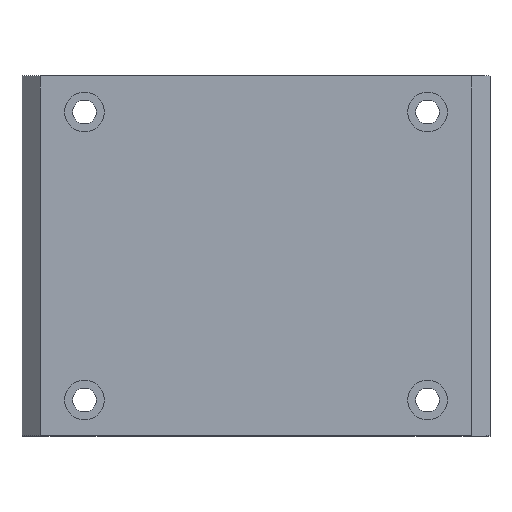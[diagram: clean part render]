
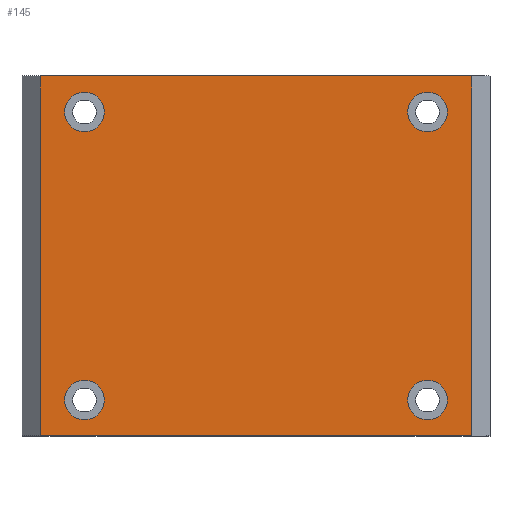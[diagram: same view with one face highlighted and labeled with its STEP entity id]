
A CAD part, top view. The second image highlights one B-rep face of the part: STEP entity #145.
In plain terms, the highlighted planar face has unit normal (0, 0, 1).
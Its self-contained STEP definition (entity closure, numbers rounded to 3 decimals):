
#21 = AXIS2_PLACEMENT_3D ( 'NONE', #140, #117, #994 ) ;
#35 = ORIENTED_EDGE ( 'NONE', *, *, #992, .F. ) ;
#57 = CARTESIAN_POINT ( 'NONE',  ( -53.15, -40., 0. ) ) ;
#70 = VERTEX_POINT ( 'NONE', #931 ) ;
#73 = DIRECTION ( 'NONE',  ( 1., 0., 0. ) ) ;
#86 = LINE ( 'NONE', #91, #406 ) ;
#87 = AXIS2_PLACEMENT_3D ( 'NONE', #235, #323, #979 ) ;
#91 = CARTESIAN_POINT ( 'NONE',  ( 60., 50., 0. ) ) ;
#117 = DIRECTION ( 'NONE',  ( 0., 0., 1. ) ) ;
#119 = EDGE_CURVE ( 'NONE', #330, #238, #196, .T. ) ;
#140 = CARTESIAN_POINT ( 'NONE',  ( -47.65, -40., 0. ) ) ;
#145 = ADVANCED_FACE ( 'NONE', ( #1011, #150, #518, #891, #532 ), #219, .F. ) ;
#150 = FACE_BOUND ( 'NONE', #708, .T. ) ;
#159 = DIRECTION ( 'NONE',  ( 1., 0., 0. ) ) ;
#165 = DIRECTION ( 'NONE',  ( 0., 0., 1. ) ) ;
#170 = VECTOR ( 'NONE', #175, 1000. ) ;
#175 = DIRECTION ( 'NONE',  ( 1., 0., 0. ) ) ;
#182 = CARTESIAN_POINT ( 'NONE',  ( 42.15, 40., 0. ) ) ;
#196 = CIRCLE ( 'NONE', #1224, 5.5 ) ;
#204 = DIRECTION ( 'NONE',  ( 0., -1., 0. ) ) ;
#212 = VERTEX_POINT ( 'NONE', #240 ) ;
#219 = PLANE ( 'NONE',  #952 ) ;
#225 = DIRECTION ( 'NONE',  ( 1., 0., 0. ) ) ;
#235 = CARTESIAN_POINT ( 'NONE',  ( 47.65, -40., 0. ) ) ;
#236 = AXIS2_PLACEMENT_3D ( 'NONE', #793, #1186, #73 ) ;
#238 = VERTEX_POINT ( 'NONE', #625 ) ;
#240 = CARTESIAN_POINT ( 'NONE',  ( 53.15, -40., 0. ) ) ;
#262 = CARTESIAN_POINT ( 'NONE',  ( -65., -50., 0. ) ) ;
#270 = CIRCLE ( 'NONE', #526, 5.5 ) ;
#272 = EDGE_CURVE ( 'NONE', #847, #212, #771, .T. ) ;
#278 = CIRCLE ( 'NONE', #1079, 5.5 ) ;
#285 = DIRECTION ( 'NONE',  ( 0., 0., 1. ) ) ;
#314 = ORIENTED_EDGE ( 'NONE', *, *, #1167, .T. ) ;
#323 = DIRECTION ( 'NONE',  ( 0., 0., 1. ) ) ;
#330 = VERTEX_POINT ( 'NONE', #182 ) ;
#374 = ORIENTED_EDGE ( 'NONE', *, *, #383, .F. ) ;
#383 = EDGE_CURVE ( 'NONE', #1175, #1206, #552, .T. ) ;
#385 = CARTESIAN_POINT ( 'NONE',  ( -47.65, 40., 0. ) ) ;
#392 = DIRECTION ( 'NONE',  ( 0., 0., 1. ) ) ;
#400 = CIRCLE ( 'NONE', #1086, 5.5 ) ;
#401 = EDGE_LOOP ( 'NONE', ( #35, #1144 ) ) ;
#406 = VECTOR ( 'NONE', #767, 1000. ) ;
#419 = DIRECTION ( 'NONE',  ( 0., 0., 1. ) ) ;
#426 = CARTESIAN_POINT ( 'NONE',  ( 47.65, 40., 0. ) ) ;
#441 = ORIENTED_EDGE ( 'NONE', *, *, #1059, .F. ) ;
#450 = CARTESIAN_POINT ( 'NONE',  ( -53.15, 40., 0. ) ) ;
#485 = EDGE_CURVE ( 'NONE', #1175, #1237, #968, .T. ) ;
#489 = CARTESIAN_POINT ( 'NONE',  ( -60., 50., 0. ) ) ;
#505 = DIRECTION ( 'NONE',  ( 1., 0., 0. ) ) ;
#518 = FACE_BOUND ( 'NONE', #854, .T. ) ;
#526 = AXIS2_PLACEMENT_3D ( 'NONE', #851, #1063, #505 ) ;
#532 = FACE_OUTER_BOUND ( 'NONE', #810, .T. ) ;
#546 = EDGE_CURVE ( 'NONE', #570, #1206, #86, .T. ) ;
#548 = CARTESIAN_POINT ( 'NONE',  ( -42.15, -40., 0. ) ) ;
#552 = LINE ( 'NONE', #1116, #170 ) ;
#570 = VERTEX_POINT ( 'NONE', #879 ) ;
#575 = ORIENTED_EDGE ( 'NONE', *, *, #898, .F. ) ;
#602 = DIRECTION ( 'NONE',  ( 0., 0., -1. ) ) ;
#625 = CARTESIAN_POINT ( 'NONE',  ( 53.15, 40., 0. ) ) ;
#643 = ORIENTED_EDGE ( 'NONE', *, *, #1201, .F. ) ;
#673 = DIRECTION ( 'NONE',  ( 1., 0., 0. ) ) ;
#708 = EDGE_LOOP ( 'NONE', ( #643, #726 ) ) ;
#715 = VERTEX_POINT ( 'NONE', #450 ) ;
#726 = ORIENTED_EDGE ( 'NONE', *, *, #119, .F. ) ;
#727 = LINE ( 'NONE', #262, #981 ) ;
#756 = CARTESIAN_POINT ( 'NONE',  ( 42.15, -40., 0. ) ) ;
#767 = DIRECTION ( 'NONE',  ( 0., 1., 0. ) ) ;
#769 = VERTEX_POINT ( 'NONE', #57 ) ;
#771 = CIRCLE ( 'NONE', #236, 5.5 ) ;
#773 = CIRCLE ( 'NONE', #816, 5.5 ) ;
#793 = CARTESIAN_POINT ( 'NONE',  ( 47.65, -40., 0. ) ) ;
#805 = CARTESIAN_POINT ( 'NONE',  ( -65., 50., 0. ) ) ;
#806 = ORIENTED_EDGE ( 'NONE', *, *, #546, .T. ) ;
#810 = EDGE_LOOP ( 'NONE', ( #314, #806, #374, #928 ) ) ;
#816 = AXIS2_PLACEMENT_3D ( 'NONE', #855, #392, #1058 ) ;
#817 = CARTESIAN_POINT ( 'NONE',  ( -60., 50., 0. ) ) ;
#841 = ORIENTED_EDGE ( 'NONE', *, *, #272, .F. ) ;
#847 = VERTEX_POINT ( 'NONE', #756 ) ;
#851 = CARTESIAN_POINT ( 'NONE',  ( -47.65, 40., 0. ) ) ;
#854 = EDGE_LOOP ( 'NONE', ( #441, #841 ) ) ;
#855 = CARTESIAN_POINT ( 'NONE',  ( -47.65, -40., 0. ) ) ;
#879 = CARTESIAN_POINT ( 'NONE',  ( 60., -50., 0. ) ) ;
#886 = VECTOR ( 'NONE', #204, 1000. ) ;
#891 = FACE_BOUND ( 'NONE', #1062, .T. ) ;
#898 = EDGE_CURVE ( 'NONE', #1188, #769, #773, .T. ) ;
#904 = CIRCLE ( 'NONE', #87, 5.5 ) ;
#907 = CARTESIAN_POINT ( 'NONE',  ( 60., 50., 0. ) ) ;
#922 = EDGE_CURVE ( 'NONE', #715, #70, #278, .T. ) ;
#928 = ORIENTED_EDGE ( 'NONE', *, *, #485, .T. ) ;
#931 = CARTESIAN_POINT ( 'NONE',  ( -42.15, 40., 0. ) ) ;
#952 = AXIS2_PLACEMENT_3D ( 'NONE', #805, #602, #1003 ) ;
#968 = LINE ( 'NONE', #489, #886 ) ;
#979 = DIRECTION ( 'NONE',  ( 1., 0., 0. ) ) ;
#981 = VECTOR ( 'NONE', #1121, 1000. ) ;
#988 = CIRCLE ( 'NONE', #21, 5.5 ) ;
#992 = EDGE_CURVE ( 'NONE', #70, #715, #270, .T. ) ;
#994 = DIRECTION ( 'NONE',  ( 1., 0., 0. ) ) ;
#1003 = DIRECTION ( 'NONE',  ( -1., 0., 0. ) ) ;
#1011 = FACE_BOUND ( 'NONE', #401, .T. ) ;
#1039 = ORIENTED_EDGE ( 'NONE', *, *, #1078, .F. ) ;
#1056 = CARTESIAN_POINT ( 'NONE',  ( -60., -50., 0. ) ) ;
#1058 = DIRECTION ( 'NONE',  ( 1., 0., 0. ) ) ;
#1059 = EDGE_CURVE ( 'NONE', #212, #847, #904, .T. ) ;
#1062 = EDGE_LOOP ( 'NONE', ( #575, #1039 ) ) ;
#1063 = DIRECTION ( 'NONE',  ( 0., 0., 1. ) ) ;
#1078 = EDGE_CURVE ( 'NONE', #769, #1188, #988, .T. ) ;
#1079 = AXIS2_PLACEMENT_3D ( 'NONE', #385, #285, #673 ) ;
#1086 = AXIS2_PLACEMENT_3D ( 'NONE', #1220, #165, #159 ) ;
#1116 = CARTESIAN_POINT ( 'NONE',  ( -65., 50., 0. ) ) ;
#1121 = DIRECTION ( 'NONE',  ( 1., 0., 0. ) ) ;
#1144 = ORIENTED_EDGE ( 'NONE', *, *, #922, .F. ) ;
#1167 = EDGE_CURVE ( 'NONE', #1237, #570, #727, .T. ) ;
#1175 = VERTEX_POINT ( 'NONE', #817 ) ;
#1186 = DIRECTION ( 'NONE',  ( 0., 0., 1. ) ) ;
#1188 = VERTEX_POINT ( 'NONE', #548 ) ;
#1201 = EDGE_CURVE ( 'NONE', #238, #330, #400, .T. ) ;
#1206 = VERTEX_POINT ( 'NONE', #907 ) ;
#1220 = CARTESIAN_POINT ( 'NONE',  ( 47.65, 40., 0. ) ) ;
#1224 = AXIS2_PLACEMENT_3D ( 'NONE', #426, #419, #225 ) ;
#1237 = VERTEX_POINT ( 'NONE', #1056 ) ;
